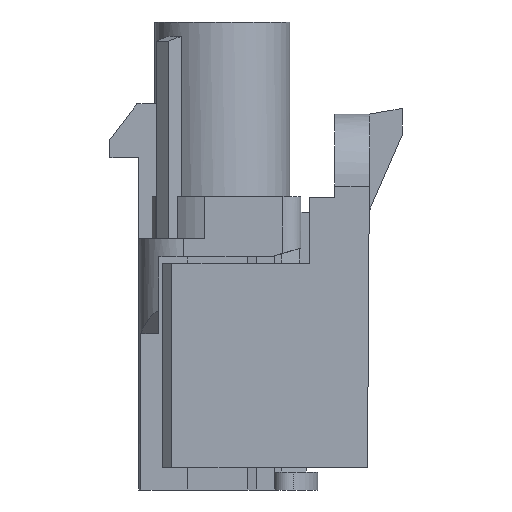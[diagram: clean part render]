
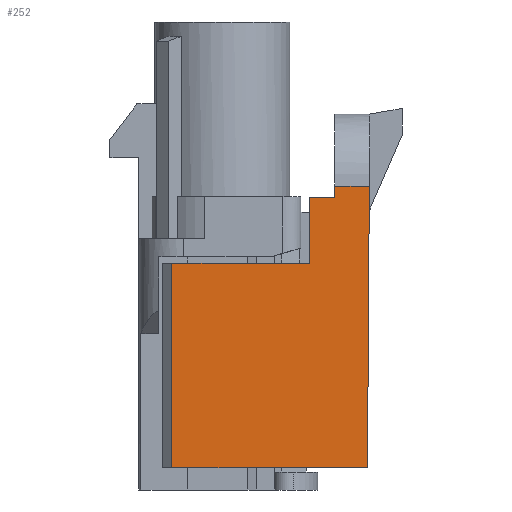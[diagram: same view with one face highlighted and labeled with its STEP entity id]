
A CAD part, left-side view. The second image highlights one B-rep face of the part: STEP entity #252.
In plain terms, the highlighted planar face has unit normal (-1, 0, 0).
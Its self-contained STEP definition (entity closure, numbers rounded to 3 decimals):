
#252=ADVANCED_FACE('',(#465),#356,.F.);
#356=PLANE('',#2567);
#465=FACE_OUTER_BOUND('',#584,.T.);
#584=EDGE_LOOP('',(#1100,#1101,#1102,#1103,#1104,#1105,#1106,#1107));
#1100=ORIENTED_EDGE('',*,*,#1562,.F.);
#1101=ORIENTED_EDGE('',*,*,#1800,.T.);
#1102=ORIENTED_EDGE('',*,*,#1593,.F.);
#1103=ORIENTED_EDGE('',*,*,#1801,.T.);
#1104=ORIENTED_EDGE('',*,*,#1802,.T.);
#1105=ORIENTED_EDGE('',*,*,#1803,.F.);
#1106=ORIENTED_EDGE('',*,*,#1804,.T.);
#1107=ORIENTED_EDGE('',*,*,#1805,.T.);
#1338=VERTEX_POINT('',#3307);
#1339=VERTEX_POINT('',#3309);
#1368=VERTEX_POINT('',#3369);
#1369=VERTEX_POINT('',#3371);
#1495=VERTEX_POINT('',#3775);
#1496=VERTEX_POINT('',#3777);
#1497=VERTEX_POINT('',#3779);
#1498=VERTEX_POINT('',#3781);
#1562=EDGE_CURVE('',#1338,#1339,#1894,.T.);
#1593=EDGE_CURVE('',#1368,#1369,#1925,.T.);
#1800=EDGE_CURVE('',#1338,#1369,#2099,.T.);
#1801=EDGE_CURVE('',#1368,#1495,#2100,.T.);
#1802=EDGE_CURVE('',#1495,#1496,#2101,.T.);
#1803=EDGE_CURVE('',#1497,#1496,#2102,.T.);
#1804=EDGE_CURVE('',#1497,#1498,#2103,.T.);
#1805=EDGE_CURVE('',#1498,#1339,#2104,.T.);
#1894=LINE('',#3308,#2189);
#1925=LINE('',#3370,#2220);
#2099=LINE('',#3773,#2394);
#2100=LINE('',#3774,#2395);
#2101=LINE('',#3776,#2396);
#2102=LINE('',#3778,#2397);
#2103=LINE('',#3780,#2398);
#2104=LINE('',#3782,#2399);
#2189=VECTOR('',#2666,1.);
#2220=VECTOR('',#2699,1.);
#2394=VECTOR('',#3079,1.);
#2395=VECTOR('',#3080,1.);
#2396=VECTOR('',#3081,1.);
#2397=VECTOR('',#3082,1.);
#2398=VECTOR('',#3083,1.);
#2399=VECTOR('',#3084,1.);
#2567=AXIS2_PLACEMENT_3D('',#3783,#3085,#3086);
#2666=DIRECTION('',(0.,-1.,0.));
#2699=DIRECTION('',(0.,1.,0.));
#3079=DIRECTION('',(0.,0.,-1.));
#3080=DIRECTION('',(0.,-0.007,1.));
#3081=DIRECTION('',(0.,1.,0.));
#3082=DIRECTION('',(0.,0.,1.));
#3083=DIRECTION('',(0.,1.,0.));
#3084=DIRECTION('',(0.,0.,-1.));
#3085=DIRECTION('',(1.,0.,0.));
#3086=DIRECTION('',(0.,0.,-1.));
#3307=CARTESIAN_POINT('',(-5.5,2.81,-13.4));
#3308=CARTESIAN_POINT('',(-5.5,-0.19,-13.4));
#3309=CARTESIAN_POINT('',(-5.5,-4.84,-13.4));
#3369=CARTESIAN_POINT('',(-5.5,-8.058,-24.75));
#3370=CARTESIAN_POINT('',(-5.5,-6.24,-24.75));
#3371=CARTESIAN_POINT('',(-5.5,2.81,-24.75));
#3773=CARTESIAN_POINT('',(-5.5,2.81,-24.75));
#3774=CARTESIAN_POINT('',(-5.5,-8.18,-6.092));
#3775=CARTESIAN_POINT('',(-5.5,-8.16,-9.117));
#3776=CARTESIAN_POINT('',(-5.5,-6.24,-9.117));
#3777=CARTESIAN_POINT('',(-5.5,-6.24,-9.117));
#3778=CARTESIAN_POINT('',(-5.5,-6.24,-6.092));
#3779=CARTESIAN_POINT('',(-5.5,-6.24,-9.75));
#3780=CARTESIAN_POINT('',(-5.5,-6.24,-9.75));
#3781=CARTESIAN_POINT('',(-5.5,-4.84,-9.75));
#3782=CARTESIAN_POINT('',(-5.5,-4.84,-6.092));
#3783=CARTESIAN_POINT('',(-5.5,-6.24,-24.75));
